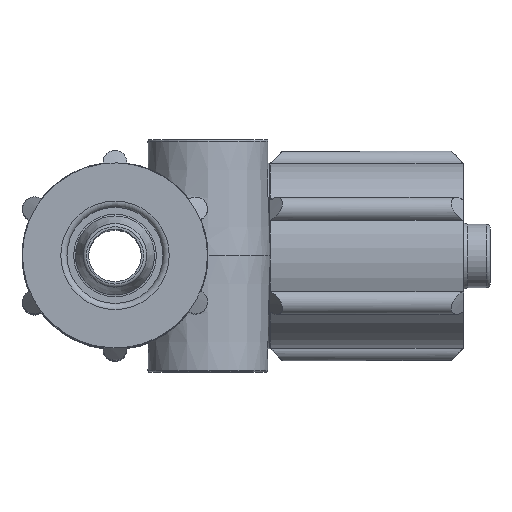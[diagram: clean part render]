
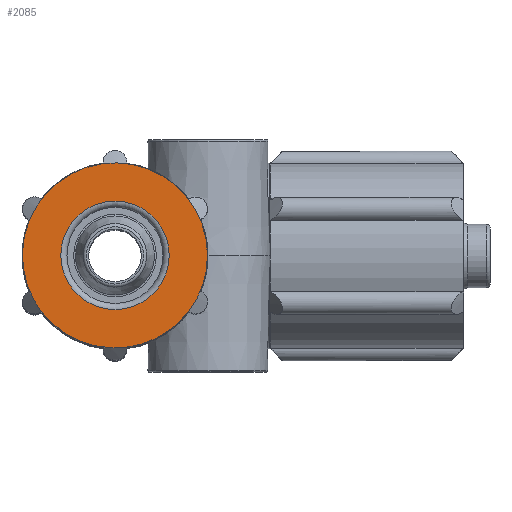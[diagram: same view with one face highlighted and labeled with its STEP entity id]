
A CAD part, top view. The second image highlights one B-rep face of the part: STEP entity #2085.
In plain terms, the highlighted face is planar.
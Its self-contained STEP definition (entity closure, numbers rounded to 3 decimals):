
#209=PLANE('',#2360);
#804=ORIENTED_EDGE('',*,*,#1130,.F.);
#805=ORIENTED_EDGE('',*,*,#1131,.F.);
#1130=EDGE_CURVE('',#1346,#1346,#1482,.T.);
#1131=EDGE_CURVE('',#1347,#1347,#1483,.F.);
#1346=VERTEX_POINT('',#3848);
#1347=VERTEX_POINT('',#3850);
#1482=CIRCLE('',#2361,3.5);
#1483=CIRCLE('',#2362,5.97);
#1678=EDGE_LOOP('',(#804));
#1679=EDGE_LOOP('',(#805));
#1886=FACE_BOUND('',#1678,.T.);
#1887=FACE_BOUND('',#1679,.T.);
#2085=ADVANCED_FACE('',(#1886,#1887),#209,.T.);
#2360=AXIS2_PLACEMENT_3D('',#3846,#2908,#2909);
#2361=AXIS2_PLACEMENT_3D('',#3847,#2910,#2911);
#2362=AXIS2_PLACEMENT_3D('',#3849,#2912,#2913);
#2908=DIRECTION('',(1.,0.,0.));
#2909=DIRECTION('',(0.,0.,-1.));
#2910=DIRECTION('',(1.,0.,0.));
#2911=DIRECTION('',(0.,0.,-1.));
#2912=DIRECTION('',(1.,0.,0.));
#2913=DIRECTION('',(0.,0.,-1.));
#3846=CARTESIAN_POINT('',(12.5,1.5,2.598));
#3847=CARTESIAN_POINT('',(12.5,0.,0.));
#3848=CARTESIAN_POINT('',(12.5,0.,-3.5));
#3849=CARTESIAN_POINT('',(12.5,0.,0.));
#3850=CARTESIAN_POINT('',(12.5,0.,-5.97));
